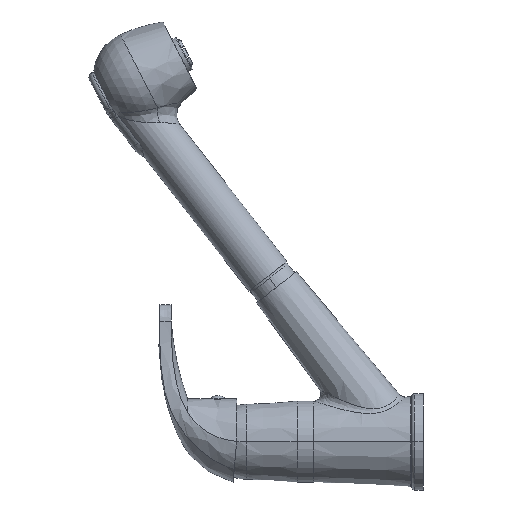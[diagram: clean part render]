
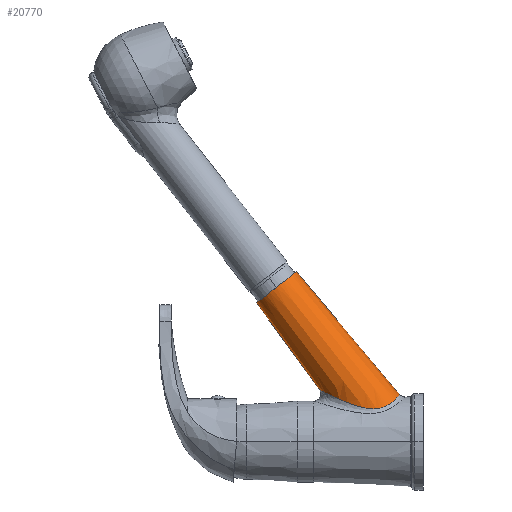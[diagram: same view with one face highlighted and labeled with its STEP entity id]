
A CAD part, left-side view. The second image highlights one B-rep face of the part: STEP entity #20770.
In plain terms, the highlighted conical face has half-angle 2 degrees and reference radius 17.228 mm.
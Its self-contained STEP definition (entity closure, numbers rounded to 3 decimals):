
#15454=CARTESIAN_POINT('',(0.,88.7,94.55));
#15455=DIRECTION('',(0.,0.616,0.788));
#15456=DIRECTION('',(0.,0.788,-0.616));
#15457=AXIS2_PLACEMENT_3D('',#15454,#15455,#15456);
#15474=CARTESIAN_POINT('',(0.,62.369,
31.954));
#15475=CARTESIAN_POINT('',(-0.139,62.368,
31.954));
#15476=CARTESIAN_POINT('',(-0.418,62.362,
31.95));
#15477=CARTESIAN_POINT('',(-0.838,62.333,
31.935));
#15478=CARTESIAN_POINT('',(-1.26,62.284,
31.91));
#15479=CARTESIAN_POINT('',(-1.686,62.214,
31.875));
#15480=CARTESIAN_POINT('',(-2.115,62.124,
31.828));
#15481=CARTESIAN_POINT('',(-2.549,62.011,
31.771));
#15482=CARTESIAN_POINT('',(-2.991,61.875,
31.701));
#15483=CARTESIAN_POINT('',(-3.441,61.713,
31.618));
#15484=CARTESIAN_POINT('',(-3.899,61.524,
31.522));
#15485=CARTESIAN_POINT('',(-4.365,61.307,
31.411));
#15486=CARTESIAN_POINT('',(-4.844,61.057,
31.285));
#15487=CARTESIAN_POINT('',(-5.335,60.772,
31.14));
#15488=CARTESIAN_POINT('',(-5.838,60.45,
30.977));
#15489=CARTESIAN_POINT('',(-6.353,60.088,
30.795));
#15490=CARTESIAN_POINT('',(-6.882,59.681,
30.59));
#15491=CARTESIAN_POINT('',(-7.427,59.223,
30.361));
#15492=CARTESIAN_POINT('',(-7.987,58.71,
30.106));
#15493=CARTESIAN_POINT('',(-8.564,58.137,
29.822));
#15494=CARTESIAN_POINT('',(-9.158,57.496,
29.506));
#15495=CARTESIAN_POINT('',(-9.768,56.781,
29.157));
#15496=CARTESIAN_POINT('',(-10.395,55.985,
28.771));
#15497=CARTESIAN_POINT('',(-11.036,55.102,
28.347));
#15498=CARTESIAN_POINT('',(-11.69,54.124,
27.883));
#15499=CARTESIAN_POINT('',(-12.353,53.046,
27.378));
#15500=CARTESIAN_POINT('',(-13.02,51.865,
26.835));
#15501=CARTESIAN_POINT('',(-13.687,50.58,
26.255));
#15502=CARTESIAN_POINT('',(-14.342,49.196,
25.646));
#15503=CARTESIAN_POINT('',(-14.975,47.731,
25.019));
#15504=CARTESIAN_POINT('',(-15.578,46.199,
24.385));
#15505=CARTESIAN_POINT('',(-16.135,44.631,
23.765));
#15506=CARTESIAN_POINT('',(-16.639,43.064,
23.174));
#15507=CARTESIAN_POINT('',(-17.082,41.53,
22.629));
#15508=CARTESIAN_POINT('',(-17.464,40.048,
22.138));
#15509=CARTESIAN_POINT('',(-17.785,38.646,
21.709));
#15510=CARTESIAN_POINT('',(-18.05,37.332,
21.343));
#15511=CARTESIAN_POINT('',(-18.266,36.102,
21.036));
#15512=CARTESIAN_POINT('',(-18.437,34.958,
20.783));
#15513=CARTESIAN_POINT('',(-18.57,33.894,
20.581));
#15514=CARTESIAN_POINT('',(-18.669,32.903,
20.423));
#15515=CARTESIAN_POINT('',(-18.739,31.976,
20.305));
#15516=CARTESIAN_POINT('',(-18.783,31.106,
20.223));
#15517=CARTESIAN_POINT('',(-18.804,30.289,
20.172));
#15518=CARTESIAN_POINT('',(-18.804,29.518,
20.15));
#15519=CARTESIAN_POINT('',(-18.785,28.786,
20.154));
#15520=CARTESIAN_POINT('',(-18.748,28.089,
20.182));
#15521=CARTESIAN_POINT('',(-18.695,27.425,
20.231));
#15522=CARTESIAN_POINT('',(-18.625,26.79,
20.301));
#15523=CARTESIAN_POINT('',(-18.539,26.178,
20.389));
#15524=CARTESIAN_POINT('',(-18.438,25.587,
20.497));
#15525=CARTESIAN_POINT('',(-18.32,25.015,
20.622));
#15526=CARTESIAN_POINT('',(-18.187,24.459,
20.763));
#15527=CARTESIAN_POINT('',(-18.037,23.918,
20.922));
#15528=CARTESIAN_POINT('',(-17.869,23.389,
21.097));
#15529=CARTESIAN_POINT('',(-17.682,22.87,
21.289));
#15530=CARTESIAN_POINT('',(-17.475,22.36,
21.498));
#15531=CARTESIAN_POINT('',(-17.247,21.858,
21.724));
#15532=CARTESIAN_POINT('',(-16.997,21.364,
21.966));
#15533=CARTESIAN_POINT('',(-16.723,20.878,
22.225));
#15534=CARTESIAN_POINT('',(-16.422,20.398,
22.501));
#15535=CARTESIAN_POINT('',(-16.093,19.923,
22.794));
#15536=CARTESIAN_POINT('',(-15.735,19.457,
23.101));
#15537=CARTESIAN_POINT('',(-15.346,18.999,
23.422));
#15538=CARTESIAN_POINT('',(-14.926,18.551,
23.756));
#15539=CARTESIAN_POINT('',(-14.473,18.114,
24.101));
#15540=CARTESIAN_POINT('',(-13.987,17.689,
24.453));
#15541=CARTESIAN_POINT('',(-13.469,17.279,
24.809));
#15542=CARTESIAN_POINT('',(-12.921,16.885,
25.166));
#15543=CARTESIAN_POINT('',(-12.343,16.51,
25.522));
#15544=CARTESIAN_POINT('',(-11.737,16.154,
25.871));
#15545=CARTESIAN_POINT('',(-11.106,15.819,
26.212));
#15546=CARTESIAN_POINT('',(-10.452,15.505,
26.541));
#15547=CARTESIAN_POINT('',(-9.778,15.214,
26.855));
#15548=CARTESIAN_POINT('',(-9.085,14.946,
27.153));
#15549=CARTESIAN_POINT('',(-8.378,14.7,
27.431));
#15550=CARTESIAN_POINT('',(-7.656,14.476,
27.689));
#15551=CARTESIAN_POINT('',(-6.921,14.275,
27.925));
#15552=CARTESIAN_POINT('',(-6.176,14.097,
28.139));
#15553=CARTESIAN_POINT('',(-5.421,13.94,
28.329));
#15554=CARTESIAN_POINT('',(-4.659,13.804,
28.495));
#15555=CARTESIAN_POINT('',(-3.891,13.69,
28.636));
#15556=CARTESIAN_POINT('',(-3.118,13.597,
28.752));
#15557=CARTESIAN_POINT('',(-2.341,13.525,
28.842));
#15558=CARTESIAN_POINT('',(-1.561,13.474,
28.907));
#15559=CARTESIAN_POINT('',(-0.781,13.444,
28.945));
#15560=CARTESIAN_POINT('',(-0.26,13.437,
28.954));
#15561=CARTESIAN_POINT('',(0.,13.437,
28.954));
#15563=DIRECTION('',(0.,0.588,0.809));
#15564=VECTOR('',#15563,65.578);
#15565=CARTESIAN_POINT('',(0.,62.369,
31.954));
#15566=LINE('',#15565,#15564);
#15567=DIRECTION('',(0.,0.643,0.766));
#15568=VECTOR('',#15567,98.087);
#15569=CARTESIAN_POINT('',(0.,13.437,
28.954));
#15570=LINE('',#15569,#15568);
#17373=CARTESIAN_POINT('',(0.,100.914,
85.007));
#17374=CARTESIAN_POINT('',(0.,76.486,
104.093));
#17375=VERTEX_POINT('',#17373);
#17376=VERTEX_POINT('',#17374);
#17395=VERTEX_POINT('',#15474);
#17396=VERTEX_POINT('',#15561);
#20756=CARTESIAN_POINT('',(0.,58.233,
55.554));
#20757=DIRECTION('',(0.,-0.616,-0.788));
#20758=DIRECTION('',(0.,-0.788,0.616));
#20759=AXIS2_PLACEMENT_3D('',#20756,#20757,#20758);
#20760=CONICAL_SURFACE('',#20759,17.228,2.);
#20762=ORIENTED_EDGE('',*,*,#20761,.F.);
#20764=ORIENTED_EDGE('',*,*,#20763,.T.);
#20765=ORIENTED_EDGE('',*,*,#20737,.T.);
#20767=ORIENTED_EDGE('',*,*,#20766,.F.);
#20768=EDGE_LOOP('',(#20762,#20764,#20765,#20767));
#20769=FACE_OUTER_BOUND('',#20768,.F.);
#20770=ADVANCED_FACE('',(#20769),#20760,.T.);
#15458=CIRCLE('',#15457,15.5);
#15562=B_SPLINE_CURVE_WITH_KNOTS('',3,(#15474,#15475,#15476,#15477,#15478,
#15479,#15480,#15481,#15482,#15483,#15484,#15485,#15486,#15487,#15488,#15489,
#15490,#15491,#15492,#15493,#15494,#15495,#15496,#15497,#15498,#15499,#15500,
#15501,#15502,#15503,#15504,#15505,#15506,#15507,#15508,#15509,#15510,#15511,
#15512,#15513,#15514,#15515,#15516,#15517,#15518,#15519,#15520,#15521,#15522,
#15523,#15524,#15525,#15526,#15527,#15528,#15529,#15530,#15531,#15532,#15533,
#15534,#15535,#15536,#15537,#15538,#15539,#15540,#15541,#15542,#15543,#15544,
#15545,#15546,#15547,#15548,#15549,#15550,#15551,#15552,#15553,#15554,#15555,
#15556,#15557,#15558,#15559,#15560,#15561),.UNSPECIFIED.,.F.,.F.,(4,1,1,1,1,1,1,
1,1,1,1,1,1,1,1,1,1,1,1,1,1,1,1,1,1,1,1,1,1,1,1,1,1,1,1,1,1,1,1,1,1,1,1,1,1,1,1,
1,1,1,1,1,1,1,1,1,1,1,1,1,1,1,1,1,1,1,1,1,1,1,1,1,1,1,1,1,1,1,1,1,1,1,1,1,1,4),(
0.,0.012,0.024,0.035,0.047,
0.059,0.071,0.082,0.094,
0.106,0.118,0.129,0.141,
0.153,0.165,0.176,0.188,0.2,
0.212,0.224,0.235,0.247,
0.259,0.271,0.282,0.294,
0.306,0.318,0.329,0.341,
0.353,0.365,0.376,0.388,0.4,
0.412,0.424,0.435,0.447,
0.459,0.471,0.482,0.494,
0.506,0.518,0.529,0.541,
0.553,0.565,0.576,0.588,0.6,
0.612,0.624,0.635,0.647,
0.659,0.671,0.682,0.694,
0.706,0.718,0.729,0.741,
0.753,0.765,0.776,0.788,0.8,
0.812,0.824,0.835,0.847,
0.859,0.871,0.882,0.894,
0.906,0.918,0.929,0.941,
0.953,0.965,0.976,0.988,1.),
.UNSPECIFIED.);
#20737=EDGE_CURVE('',#17375,#17376,#15458,.T.);
#20761=EDGE_CURVE('',#17395,#17396,#15562,.T.);
#20763=EDGE_CURVE('',#17395,#17375,#15566,.T.);
#20766=EDGE_CURVE('',#17396,#17376,#15570,.T.);
